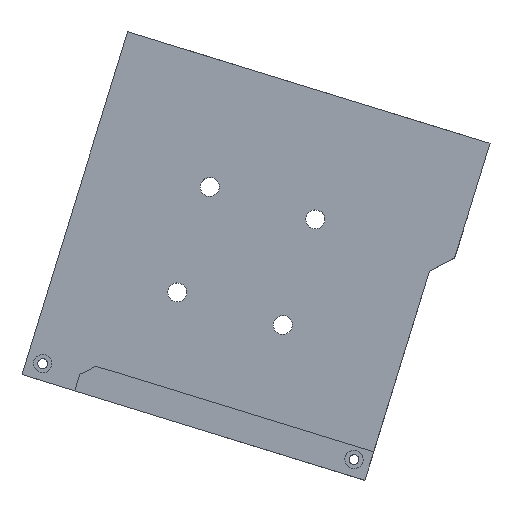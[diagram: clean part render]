
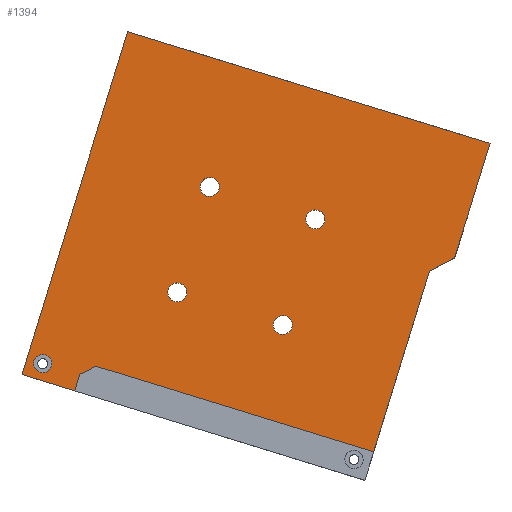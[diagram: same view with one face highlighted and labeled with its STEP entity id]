
A CAD part, top view. The second image highlights one B-rep face of the part: STEP entity #1394.
In plain terms, the highlighted planar face has unit normal (0, 0, 1).
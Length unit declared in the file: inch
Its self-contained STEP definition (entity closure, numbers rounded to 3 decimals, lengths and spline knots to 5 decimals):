
#24=FACE_BOUND('',#255,.T.);
#25=FACE_BOUND('',#256,.T.);
#26=FACE_BOUND('',#257,.T.);
#27=FACE_BOUND('',#258,.T.);
#28=FACE_BOUND('',#259,.T.);
#88=PLANE('',#1518);
#172=FACE_OUTER_BOUND('',#254,.T.);
#254=EDGE_LOOP('',(#1240,#1241,#1242,#1243,#1244,#1245,#1246,#1247,#1248,
#1249,#1250,#1251));
#255=EDGE_LOOP('',(#1252));
#256=EDGE_LOOP('',(#1253));
#257=EDGE_LOOP('',(#1254));
#258=EDGE_LOOP('',(#1255));
#259=EDGE_LOOP('',(#1256));
#380=LINE('',#2172,#539);
#385=LINE('',#2183,#544);
#387=LINE('',#2187,#546);
#389=LINE('',#2191,#548);
#399=LINE('',#2224,#558);
#405=LINE('',#2235,#564);
#415=LINE('',#2256,#574);
#419=LINE('',#2263,#578);
#422=LINE('',#2269,#581);
#423=LINE('',#2271,#582);
#424=LINE('',#2272,#583);
#539=VECTOR('',#1775,0.3937);
#544=VECTOR('',#1786,0.3937);
#546=VECTOR('',#1790,0.3937);
#548=VECTOR('',#1794,0.3937);
#558=VECTOR('',#1830,0.3937);
#564=VECTOR('',#1838,0.3937);
#574=VECTOR('',#1856,0.3937);
#578=VECTOR('',#1864,0.3937);
#581=VECTOR('',#1869,0.3937);
#582=VECTOR('',#1870,0.3937);
#583=VECTOR('',#1871,0.3937);
#600=CIRCLE('',#1443,0.0825);
#614=CIRCLE('',#1494,0.09);
#615=CIRCLE('',#1500,0.086);
#616=CIRCLE('',#1502,0.086);
#617=CIRCLE('',#1504,0.086);
#618=CIRCLE('',#1506,0.086);
#643=VERTEX_POINT('',#1963);
#714=VERTEX_POINT('',#2170);
#715=VERTEX_POINT('',#2171);
#717=VERTEX_POINT('',#2178);
#718=VERTEX_POINT('',#2182);
#719=VERTEX_POINT('',#2186);
#720=VERTEX_POINT('',#2190);
#721=VERTEX_POINT('',#2196);
#722=VERTEX_POINT('',#2200);
#723=VERTEX_POINT('',#2204);
#724=VERTEX_POINT('',#2208);
#729=VERTEX_POINT('',#2221);
#730=VERTEX_POINT('',#2223);
#734=VERTEX_POINT('',#2233);
#741=VERTEX_POINT('',#2255);
#744=VERTEX_POINT('',#2268);
#745=VERTEX_POINT('',#2270);
#780=EDGE_CURVE('',#643,#643,#600,.T.);
#880=EDGE_CURVE('',#714,#715,#380,.T.);
#884=EDGE_CURVE('',#715,#717,#614,.T.);
#886=EDGE_CURVE('',#717,#718,#385,.T.);
#888=EDGE_CURVE('',#718,#719,#387,.T.);
#890=EDGE_CURVE('',#720,#714,#389,.T.);
#893=EDGE_CURVE('',#721,#721,#615,.T.);
#895=EDGE_CURVE('',#722,#722,#616,.T.);
#897=EDGE_CURVE('',#723,#723,#617,.T.);
#899=EDGE_CURVE('',#724,#724,#618,.T.);
#906=EDGE_CURVE('',#729,#730,#399,.T.);
#912=EDGE_CURVE('',#729,#734,#405,.T.);
#922=EDGE_CURVE('',#734,#741,#415,.T.);
#926=EDGE_CURVE('',#719,#730,#419,.T.);
#929=EDGE_CURVE('',#741,#744,#422,.T.);
#930=EDGE_CURVE('',#744,#745,#423,.T.);
#931=EDGE_CURVE('',#745,#720,#424,.T.);
#1240=ORIENTED_EDGE('',*,*,#888,.T.);
#1241=ORIENTED_EDGE('',*,*,#926,.T.);
#1242=ORIENTED_EDGE('',*,*,#906,.F.);
#1243=ORIENTED_EDGE('',*,*,#912,.T.);
#1244=ORIENTED_EDGE('',*,*,#922,.T.);
#1245=ORIENTED_EDGE('',*,*,#929,.T.);
#1246=ORIENTED_EDGE('',*,*,#930,.T.);
#1247=ORIENTED_EDGE('',*,*,#931,.T.);
#1248=ORIENTED_EDGE('',*,*,#890,.T.);
#1249=ORIENTED_EDGE('',*,*,#880,.T.);
#1250=ORIENTED_EDGE('',*,*,#884,.T.);
#1251=ORIENTED_EDGE('',*,*,#886,.T.);
#1252=ORIENTED_EDGE('',*,*,#780,.T.);
#1253=ORIENTED_EDGE('',*,*,#893,.T.);
#1254=ORIENTED_EDGE('',*,*,#895,.T.);
#1255=ORIENTED_EDGE('',*,*,#897,.T.);
#1256=ORIENTED_EDGE('',*,*,#899,.T.);
#1394=ADVANCED_FACE('',(#172,#24,#25,#26,#27,#28),#88,.T.);
#1443=AXIS2_PLACEMENT_3D('',#1964,#1589,#1590);
#1494=AXIS2_PLACEMENT_3D('',#2179,#1781,#1782);
#1500=AXIS2_PLACEMENT_3D('',#2197,#1801,#1802);
#1502=AXIS2_PLACEMENT_3D('',#2201,#1806,#1807);
#1504=AXIS2_PLACEMENT_3D('',#2205,#1811,#1812);
#1506=AXIS2_PLACEMENT_3D('',#2209,#1816,#1817);
#1518=AXIS2_PLACEMENT_3D('',#2267,#1867,#1868);
#1589=DIRECTION('center_axis',(0.,0.,-1.));
#1590=DIRECTION('ref_axis',(0.956,-0.294,0.));
#1775=DIRECTION('',(0.956,-0.294,0.));
#1781=DIRECTION('center_axis',(0.,0.,1.));
#1782=DIRECTION('ref_axis',(0.294,0.956,0.));
#1786=DIRECTION('',(0.884,0.467,0.));
#1790=DIRECTION('',(0.956,-0.294,0.));
#1794=DIRECTION('',(0.294,0.956,0.));
#1801=DIRECTION('center_axis',(0.,0.,-1.));
#1802=DIRECTION('ref_axis',(0.956,-0.294,0.));
#1806=DIRECTION('center_axis',(0.,0.,-1.));
#1807=DIRECTION('ref_axis',(0.956,-0.294,0.));
#1811=DIRECTION('center_axis',(0.,0.,-1.));
#1812=DIRECTION('ref_axis',(0.956,-0.294,0.));
#1816=DIRECTION('center_axis',(0.,0.,-1.));
#1817=DIRECTION('ref_axis',(0.956,-0.294,0.));
#1830=DIRECTION('',(-0.884,-0.468,0.));
#1838=DIRECTION('',(0.956,-0.294,0.));
#1856=DIRECTION('',(0.294,0.956,0.));
#1864=DIRECTION('',(0.294,0.956,0.));
#1867=DIRECTION('center_axis',(0.,0.,1.));
#1868=DIRECTION('ref_axis',(1.,0.,0.));
#1869=DIRECTION('',(-0.956,0.294,0.));
#1870=DIRECTION('',(-0.294,-0.956,0.));
#1871=DIRECTION('',(0.956,-0.294,0.));
#1963=CARTESIAN_POINT('',(-0.58622,-4.78714,0.35));
#1964=CARTESIAN_POINT('Origin',(-0.50738,-4.81143,0.35));
#2170=CARTESIAN_POINT('',(-0.16847,-4.90014,0.35));
#2171=CARTESIAN_POINT('',(2.13662,-5.61028,0.35));
#2172=CARTESIAN_POINT('',(1.52164,-5.42082,0.35));
#2178=CARTESIAN_POINT('',(2.20863,-5.60192,0.35));
#2179=CARTESIAN_POINT('Origin',(2.16311,-5.52427,0.35));
#2182=CARTESIAN_POINT('',(2.30287,-5.55218,0.35));
#2183=CARTESIAN_POINT('',(2.27908,-5.56474,0.35));
#2186=CARTESIAN_POINT('',(2.49039,-5.60995,0.35));
#2187=CARTESIAN_POINT('',(1.71391,-5.37074,0.35));
#2190=CARTESIAN_POINT('',(-0.21705,-5.05783,0.35));
#2191=CARTESIAN_POINT('',(0.04645,-4.2025,0.35));
#2196=CARTESIAN_POINT('',(0.62928,-4.14138,0.35));
#2197=CARTESIAN_POINT('Origin',(0.71147,-4.1667,0.35));
#2200=CARTESIAN_POINT('',(1.58495,-4.4358,0.35));
#2201=CARTESIAN_POINT('Origin',(1.66714,-4.46112,0.35));
#2204=CARTESIAN_POINT('',(0.9237,-3.18571,0.35));
#2205=CARTESIAN_POINT('Origin',(1.00589,-3.21103,0.35));
#2208=CARTESIAN_POINT('',(1.87937,-3.48013,0.35));
#2209=CARTESIAN_POINT('Origin',(1.96156,-3.50545,0.35));
#2221=CARTESIAN_POINT('',(3.22299,-3.85355,0.35));
#2223=CARTESIAN_POINT('',(2.99422,-3.97456,0.35));
#2224=CARTESIAN_POINT('',(2.43239,-4.27175,0.35));
#2233=CARTESIAN_POINT('',(3.22382,-3.85381,0.35));
#2235=CARTESIAN_POINT('',(2.92518,-3.7618,0.35));
#2255=CARTESIAN_POINT('',(3.54365,-2.81567,0.35));
#2256=CARTESIAN_POINT('',(3.22382,-3.85381,0.35));
#2263=CARTESIAN_POINT('',(2.41105,-5.86748,0.35));
#2267=CARTESIAN_POINT('Origin',(1.33651,-3.83608,0.35));
#2268=CARTESIAN_POINT('',(0.26197,-1.80467,0.35));
#2269=CARTESIAN_POINT('',(3.54365,-2.81567,0.35));
#2270=CARTESIAN_POINT('',(-0.69489,-4.91062,0.35));
#2271=CARTESIAN_POINT('',(0.26197,-1.80467,0.35));
#2272=CARTESIAN_POINT('',(-0.69489,-4.91062,0.35));
